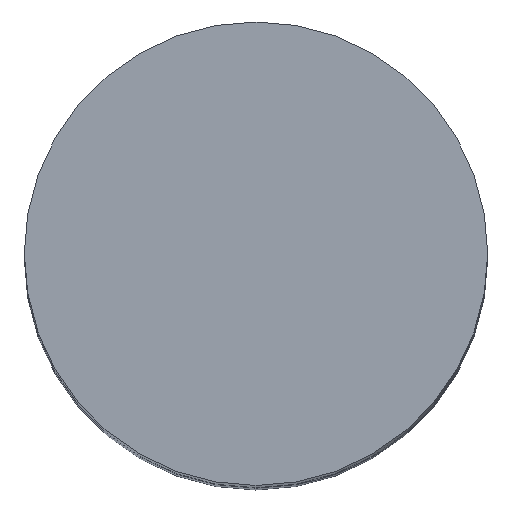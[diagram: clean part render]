
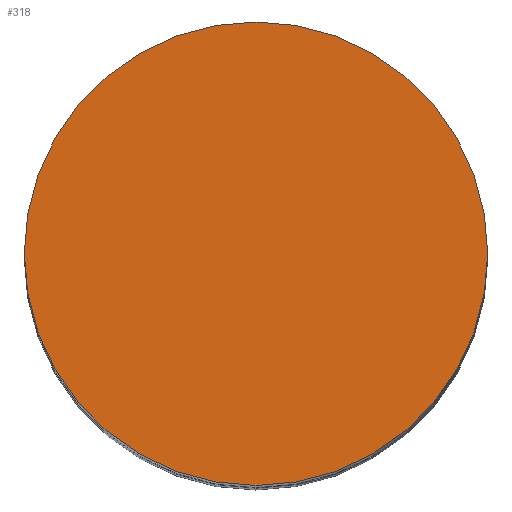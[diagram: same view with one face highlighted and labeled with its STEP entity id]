
A CAD part, top view. The second image highlights one B-rep face of the part: STEP entity #318.
In plain terms, the highlighted planar face has unit normal (0, 0, 1).
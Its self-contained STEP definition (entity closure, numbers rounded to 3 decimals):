
#72 = DIRECTION ( 'NONE',  ( 1., 0., 0. ) ) ;
#108 = CIRCLE ( 'NONE', #163, 97. ) ;
#163 = AXIS2_PLACEMENT_3D ( 'NONE', #613, #932, #72 ) ;
#189 = DIRECTION ( 'NONE',  ( 1., 0., 0. ) ) ;
#232 = ORIENTED_EDGE ( 'NONE', *, *, #564, .F. ) ;
#267 = PLANE ( 'NONE',  #601 ) ;
#318 = ADVANCED_FACE ( 'NONE', ( #604 ), #267, .T. ) ;
#347 = DIRECTION ( 'NONE',  ( 0., 0., 1. ) ) ;
#352 = DIRECTION ( 'NONE',  ( 1., 0., 0. ) ) ;
#412 = VERTEX_POINT ( 'NONE', #963 ) ;
#564 = EDGE_CURVE ( 'NONE', #412, #981, #637, .T. ) ;
#601 = AXIS2_PLACEMENT_3D ( 'NONE', #715, #347, #189 ) ;
#604 = FACE_OUTER_BOUND ( 'NONE', #817, .T. ) ;
#613 = CARTESIAN_POINT ( 'NONE',  ( 0., 0., 544.5 ) ) ;
#637 = CIRCLE ( 'NONE', #698, 97. ) ;
#646 = CARTESIAN_POINT ( 'NONE',  ( -97., 0., 544.5 ) ) ;
#647 = DIRECTION ( 'NONE',  ( 0., 0., -1. ) ) ;
#698 = AXIS2_PLACEMENT_3D ( 'NONE', #971, #647, #352 ) ;
#715 = CARTESIAN_POINT ( 'NONE',  ( 0., 0., 544.5 ) ) ;
#738 = EDGE_CURVE ( 'NONE', #981, #412, #108, .T. ) ;
#786 = ORIENTED_EDGE ( 'NONE', *, *, #738, .F. ) ;
#817 = EDGE_LOOP ( 'NONE', ( #232, #786 ) ) ;
#932 = DIRECTION ( 'NONE',  ( 0., 0., -1. ) ) ;
#963 = CARTESIAN_POINT ( 'NONE',  ( 97., 0., 544.5 ) ) ;
#971 = CARTESIAN_POINT ( 'NONE',  ( 0., 0., 544.5 ) ) ;
#981 = VERTEX_POINT ( 'NONE', #646 ) ;
